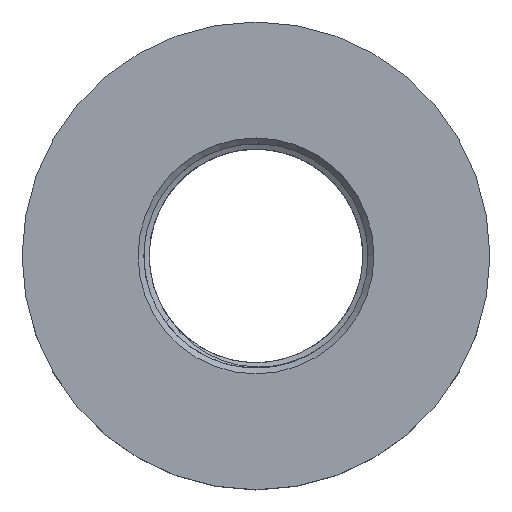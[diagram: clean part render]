
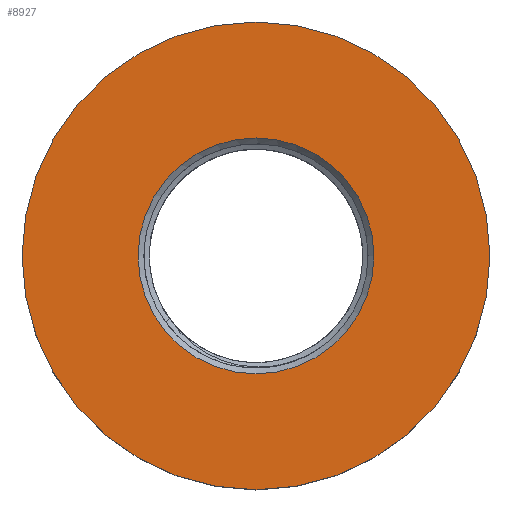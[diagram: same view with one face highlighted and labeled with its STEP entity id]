
A CAD part, top view. The second image highlights one B-rep face of the part: STEP entity #8927.
In plain terms, the highlighted planar face has unit normal (0, 0, 1).
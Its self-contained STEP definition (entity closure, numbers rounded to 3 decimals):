
#1510 = CYLINDRICAL_SURFACE('',#1511,12.);
#1511 = AXIS2_PLACEMENT_3D('',#1512,#1513,#1514);
#1512 = CARTESIAN_POINT('',(0.,0.,0.));
#1513 = DIRECTION('',(-0.,-0.,-1.));
#1514 = DIRECTION('',(1.,0.,0.));
#2677 = CONICAL_SURFACE('',#2678,5.75,0.785);
#2678 = AXIS2_PLACEMENT_3D('',#2679,#2680,#2681);
#2679 = CARTESIAN_POINT('',(0.,0.,5.7));
#2680 = DIRECTION('',(0.,0.,1.));
#2681 = DIRECTION('',(-1.,0.,0.));
#7196 = VERTEX_POINT('',#7197);
#7197 = CARTESIAN_POINT('',(12.,0.,6.));
#7218 = EDGE_CURVE('',#7196,#7196,#7219,.T.);
#7219 = SURFACE_CURVE('',#7220,(#7225,#7232),.PCURVE_S1.);
#7220 = CIRCLE('',#7221,12.);
#7221 = AXIS2_PLACEMENT_3D('',#7222,#7223,#7224);
#7222 = CARTESIAN_POINT('',(0.,0.,6.));
#7223 = DIRECTION('',(0.,0.,1.));
#7224 = DIRECTION('',(1.,0.,0.));
#7225 = PCURVE('',#1510,#7226);
#7226 = DEFINITIONAL_REPRESENTATION('',(#7227),#7231);
#7227 = LINE('',#7228,#7229);
#7228 = CARTESIAN_POINT('',(-0.,-6.));
#7229 = VECTOR('',#7230,1.);
#7230 = DIRECTION('',(-1.,0.));
#7231 = ( GEOMETRIC_REPRESENTATION_CONTEXT(2) 
PARAMETRIC_REPRESENTATION_CONTEXT() REPRESENTATION_CONTEXT('2D SPACE',''
  ) );
#7232 = PCURVE('',#7233,#7238);
#7233 = PLANE('',#7234);
#7234 = AXIS2_PLACEMENT_3D('',#7235,#7236,#7237);
#7235 = CARTESIAN_POINT('',(0.,0.,6.));
#7236 = DIRECTION('',(0.,0.,1.));
#7237 = DIRECTION('',(1.,0.,-0.));
#7238 = DEFINITIONAL_REPRESENTATION('',(#7239),#7243);
#7239 = CIRCLE('',#7240,12.);
#7240 = AXIS2_PLACEMENT_2D('',#7241,#7242);
#7241 = CARTESIAN_POINT('',(0.,0.));
#7242 = DIRECTION('',(1.,0.));
#7243 = ( GEOMETRIC_REPRESENTATION_CONTEXT(2) 
PARAMETRIC_REPRESENTATION_CONTEXT() REPRESENTATION_CONTEXT('2D SPACE',''
  ) );
#8650 = EDGE_CURVE('',#8651,#8651,#8653,.T.);
#8651 = VERTEX_POINT('',#8652);
#8652 = CARTESIAN_POINT('',(-6.05,0.,6.));
#8653 = SURFACE_CURVE('',#8654,(#8659,#8666),.PCURVE_S1.);
#8654 = CIRCLE('',#8655,6.05);
#8655 = AXIS2_PLACEMENT_3D('',#8656,#8657,#8658);
#8656 = CARTESIAN_POINT('',(0.,0.,6.));
#8657 = DIRECTION('',(-0.,0.,-1.));
#8658 = DIRECTION('',(-1.,0.,0.));
#8659 = PCURVE('',#2677,#8660);
#8660 = DEFINITIONAL_REPRESENTATION('',(#8661),#8665);
#8661 = LINE('',#8662,#8663);
#8662 = CARTESIAN_POINT('',(0.,0.3));
#8663 = VECTOR('',#8664,1.);
#8664 = DIRECTION('',(-1.,-0.));
#8665 = ( GEOMETRIC_REPRESENTATION_CONTEXT(2) 
PARAMETRIC_REPRESENTATION_CONTEXT() REPRESENTATION_CONTEXT('2D SPACE',''
  ) );
#8666 = PCURVE('',#7233,#8667);
#8667 = DEFINITIONAL_REPRESENTATION('',(#8668),#8676);
#8668 = ( BOUNDED_CURVE() B_SPLINE_CURVE(2,(#8669,#8670,#8671,#8672,
#8673,#8674,#8675),.UNSPECIFIED.,.T.,.F.) B_SPLINE_CURVE_WITH_KNOTS((1,2
    ,2,2,2,1),(-2.094,0.,2.094,4.189,
6.283,8.378),.UNSPECIFIED.) CURVE() 
GEOMETRIC_REPRESENTATION_ITEM() RATIONAL_B_SPLINE_CURVE((1.,0.5,1.,0.5,
1.,0.5,1.)) REPRESENTATION_ITEM('') );
#8669 = CARTESIAN_POINT('',(-6.05,0.));
#8670 = CARTESIAN_POINT('',(-6.05,10.479));
#8671 = CARTESIAN_POINT('',(3.025,5.239));
#8672 = CARTESIAN_POINT('',(12.1,0.));
#8673 = CARTESIAN_POINT('',(3.025,-5.239));
#8674 = CARTESIAN_POINT('',(-6.05,-10.479));
#8675 = CARTESIAN_POINT('',(-6.05,0.));
#8676 = ( GEOMETRIC_REPRESENTATION_CONTEXT(2) 
PARAMETRIC_REPRESENTATION_CONTEXT() REPRESENTATION_CONTEXT('2D SPACE',''
  ) );
#8927 = ADVANCED_FACE('',(#8928,#8931),#7233,.T.);
#8928 = FACE_BOUND('',#8929,.T.);
#8929 = EDGE_LOOP('',(#8930));
#8930 = ORIENTED_EDGE('',*,*,#8650,.T.);
#8931 = FACE_BOUND('',#8932,.T.);
#8932 = EDGE_LOOP('',(#8933));
#8933 = ORIENTED_EDGE('',*,*,#7218,.T.);
